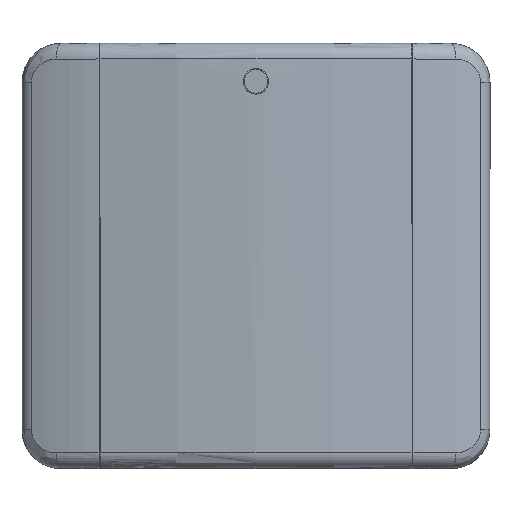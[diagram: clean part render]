
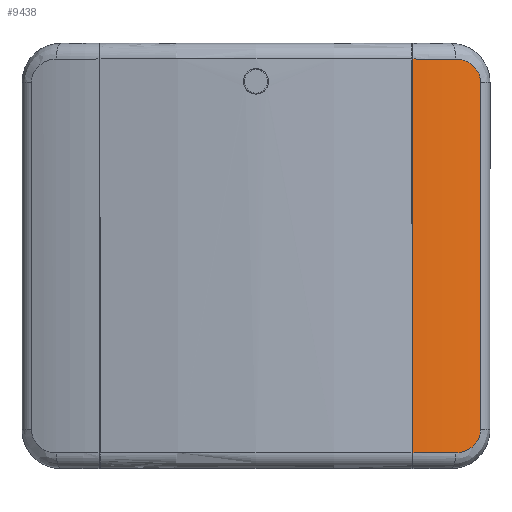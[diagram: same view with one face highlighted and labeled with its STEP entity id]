
A CAD part, top view. The second image highlights one B-rep face of the part: STEP entity #9438.
In plain terms, the highlighted cylindrical face has radius 138.296 mm (diameter 276.592 mm), a partial arc.
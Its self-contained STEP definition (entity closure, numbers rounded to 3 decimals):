
#535 = DIRECTION ( 'NONE',  ( 0., 1., 0. ) ) ;
#2879 = VERTEX_POINT ( 'NONE', #150512 ) ;
#5817 = AXIS2_PLACEMENT_3D ( 'NONE', #140197, #124083, #23830 ) ;
#7063 = LINE ( 'NONE', #9582, #77431 ) ;
#7746 = CARTESIAN_POINT ( 'NONE',  ( -110.874, 97.988, 8.046 ) ) ;
#8568 = CARTESIAN_POINT ( 'NONE',  ( -109.912, 98.716, 7.674 ) ) ;
#9426 = CARTESIAN_POINT ( 'NONE',  ( -114.696, 92.323, 9.607 ) ) ;
#9438 = ADVANCED_FACE ( '�����24', ( #13103 ), #139705, .T. ) ;
#9582 = CARTESIAN_POINT ( 'NONE',  ( -80.501, -109., 0. ) ) ;
#9613 = VERTEX_POINT ( 'NONE', #102113 ) ;
#9668 = CARTESIAN_POINT ( 'NONE',  ( -115.162, -89., 9.807 ) ) ;
#10440 = DIRECTION ( 'NONE',  ( 0., 1., 0. ) ) ;
#13019 = CARTESIAN_POINT ( 'NONE',  ( -104.022, -100.929, 5.57 ) ) ;
#13103 = FACE_OUTER_BOUND ( 'NONE', #69841, .T. ) ;
#15762 = CARTESIAN_POINT ( 'NONE',  ( -60.5, -101., 136.842 ) ) ;
#15810 = CARTESIAN_POINT ( 'NONE',  ( -102.425, -101., 5.054 ) ) ;
#17805 = B_SPLINE_CURVE_WITH_KNOTS ( 'NONE', 3,
 ( #74833, #85851, #72304, #125784, #99441, #9426, #152955, #126640, #86701, #49310, #137687, #33182, #124108, #7746, #101146, #8568, #100297, #22154, #59527, #113049, #164841, #48475, #78161, #50989, #38220, #127485 ),
 .UNSPECIFIED., .F., .F.,
 ( 4, 2, 2, 2, 2, 2, 2, 2, 2, 2, 2, 2, 4 ),
 ( 0., 0.001, 0.003, 0.005, 0.006, 0.008, 0.01, 0.011, 0.013, 0.015, 0.016, 0.018, 0.02 ),
 .UNSPECIFIED. ) ;
#22154 = CARTESIAN_POINT ( 'NONE',  ( -108.558, 99.545, 7.163 ) ) ;
#23830 = DIRECTION ( 'NONE',  ( 1., 0., 0. ) ) ;
#24907 = CARTESIAN_POINT ( 'NONE',  ( -107.847, -99.885, 6.901 ) ) ;
#26568 = CARTESIAN_POINT ( 'NONE',  ( -115.162, -89.846, 9.807 ) ) ;
#33182 = CARTESIAN_POINT ( 'NONE',  ( -112.321, 96.596, 8.621 ) ) ;
#33343 = ORIENTED_EDGE ( 'NONE', *, *, #67821, .T. ) ;
#38220 = CARTESIAN_POINT ( 'NONE',  ( -103.23, 101., 5.31 ) ) ;
#38445 = CARTESIAN_POINT ( 'NONE',  ( -106.361, -100.437, 6.369 ) ) ;
#39285 = CARTESIAN_POINT ( 'NONE',  ( -113.733, -94.582, 9.201 ) ) ;
#42616 = AXIS2_PLACEMENT_3D ( 'NONE', #15762, #535, #67565 ) ;
#47226 = EDGE_CURVE ( 'NONE', #63010, #115650, #7063, .T. ) ;
#48475 = CARTESIAN_POINT ( 'NONE',  ( -105.575, 100.633, 6.097 ) ) ;
#48924 = ORIENTED_EDGE ( 'NONE', *, *, #80415, .T. ) ;
#49310 = CARTESIAN_POINT ( 'NONE',  ( -113.281, 95.289, 9.014 ) ) ;
#50484 = CARTESIAN_POINT ( 'NONE',  ( -60.5, -109., 136.842 ) ) ;
#50989 = CARTESIAN_POINT ( 'NONE',  ( -104.021, 100.929, 5.57 ) ) ;
#51220 = CARTESIAN_POINT ( 'NONE',  ( -108.56, -99.544, 7.164 ) ) ;
#52028 = CARTESIAN_POINT ( 'NONE',  ( -111.479, -97.449, 8.284 ) ) ;
#53849 = EDGE_CURVE ( 'NONE', #2879, #115650, #160495, .T. ) ;
#58114 = ORIENTED_EDGE ( 'NONE', *, *, #113441, .T. ) ;
#59527 = CARTESIAN_POINT ( 'NONE',  ( -107.844, 99.886, 6.9 ) ) ;
#61754 = VERTEX_POINT ( 'NONE', #149076 ) ;
#62156 = CARTESIAN_POINT ( 'NONE',  ( -80.501, 101., 0. ) ) ;
#62311 = CARTESIAN_POINT ( 'NONE',  ( -103.229, -101., 5.31 ) ) ;
#62400 = DIRECTION ( 'NONE',  ( 0., 1., 0. ) ) ;
#63010 = VERTEX_POINT ( 'NONE', #146186 ) ;
#64550 = DIRECTION ( 'NONE',  ( 0., 1., 0. ) ) ;
#64809 = CARTESIAN_POINT ( 'NONE',  ( -105.585, -100.649, 6.099 ) ) ;
#67565 = DIRECTION ( 'NONE',  ( 0., 0., 1. ) ) ;
#67821 = EDGE_CURVE ( 'NONE', #9613, #2879, #17805, .T. ) ;
#69841 = EDGE_LOOP ( 'NONE', ( #112464, #48924, #104579, #58114, #33343, #94317 ) ) ;
#70702 = AXIS2_PLACEMENT_3D ( 'NONE', #50484, #62400, #103129 ) ;
#72304 = CARTESIAN_POINT ( 'NONE',  ( -115.138, 89.845, 9.797 ) ) ;
#74833 = CARTESIAN_POINT ( 'NONE',  ( -115.162, 89., 9.807 ) ) ;
#75903 = CARTESIAN_POINT ( 'NONE',  ( -114.255, -93.465, 9.421 ) ) ;
#77431 = VECTOR ( 'NONE', #10440, 1000. ) ;
#78161 = CARTESIAN_POINT ( 'NONE',  ( -105.189, 100.72, 5.965 ) ) ;
#80415 = EDGE_CURVE ( 'NONE', #63010, #111448, #126843, .T. ) ;
#84431 = VECTOR ( 'NONE', #64550, 1000. ) ;
#85851 = CARTESIAN_POINT ( 'NONE',  ( -115.162, 89.424, 9.807 ) ) ;
#86701 = CARTESIAN_POINT ( 'NONE',  ( -113.708, 94.583, 9.191 ) ) ;
#87790 = CARTESIAN_POINT ( 'NONE',  ( -114.411, -93.08, 9.487 ) ) ;
#90290 = CARTESIAN_POINT ( 'NONE',  ( -109.924, -98.708, 7.678 ) ) ;
#91131 = CARTESIAN_POINT ( 'NONE',  ( -114.682, -92.288, 9.602 ) ) ;
#94317 = ORIENTED_EDGE ( 'NONE', *, *, #53849, .T. ) ;
#99441 = CARTESIAN_POINT ( 'NONE',  ( -114.973, 91.101, 9.726 ) ) ;
#100297 = CARTESIAN_POINT ( 'NONE',  ( -109.58, 98.935, 7.547 ) ) ;
#101146 = CARTESIAN_POINT ( 'NONE',  ( -110.558, 98.243, 7.923 ) ) ;
#101970 = LINE ( 'NONE', #155418, #84431 ) ;
#102113 = CARTESIAN_POINT ( 'NONE',  ( -115.162, 89., 9.807 ) ) ;
#103129 = DIRECTION ( 'NONE',  ( 0., 0., 1. ) ) ;
#103864 = CARTESIAN_POINT ( 'NONE',  ( -111.765, -97.168, 8.398 ) ) ;
#104579 = ORIENTED_EDGE ( 'NONE', *, *, #126248, .T. ) ;
#111448 = VERTEX_POINT ( 'NONE', #15810 ) ;
#112464 = ORIENTED_EDGE ( 'NONE', *, *, #47226, .F. ) ;
#113049 = CARTESIAN_POINT ( 'NONE',  ( -106.721, 100.303, 6.498 ) ) ;
#113441 = EDGE_CURVE ( 'NONE', #61754, #9613, #101970, .T. ) ;
#114123 = CARTESIAN_POINT ( 'NONE',  ( -112.312, -96.575, 8.618 ) ) ;
#115650 = VERTEX_POINT ( 'NONE', #62156 ) ;
#116627 = CARTESIAN_POINT ( 'NONE',  ( -110.881, -97.982, 8.049 ) ) ;
#124083 = DIRECTION ( 'NONE',  ( 0., -1., 0. ) ) ;
#124108 = CARTESIAN_POINT ( 'NONE',  ( -111.776, 97.185, 8.401 ) ) ;
#125784 = CARTESIAN_POINT ( 'NONE',  ( -115.044, 90.683, 9.756 ) ) ;
#126248 = EDGE_CURVE ( 'NONE', #111448, #61754, #165699, .T. ) ;
#126640 = CARTESIAN_POINT ( 'NONE',  ( -113.903, 94.218, 9.273 ) ) ;
#126843 = CIRCLE ( 'NONE', #42616, 138.296 ) ;
#127485 = CARTESIAN_POINT ( 'NONE',  ( -102.425, 101., 5.054 ) ) ;
#137687 = CARTESIAN_POINT ( 'NONE',  ( -113.052, 95.627, 8.92 ) ) ;
#139705 = CYLINDRICAL_SURFACE ( 'NONE', #70702, 138.296 ) ;
#140197 = CARTESIAN_POINT ( 'NONE',  ( -60.5, 101., 136.842 ) ) ;
#140464 = CARTESIAN_POINT ( 'NONE',  ( -114.795, -91.888, 9.65 ) ) ;
#141280 = CARTESIAN_POINT ( 'NONE',  ( -102.425, -101., 5.054 ) ) ;
#142114 = CARTESIAN_POINT ( 'NONE',  ( -110.57, -98.234, 7.928 ) ) ;
#142926 = CARTESIAN_POINT ( 'NONE',  ( -115.068, -90.673, 9.767 ) ) ;
#146186 = CARTESIAN_POINT ( 'NONE',  ( -80.501, -101., 0. ) ) ;
#149076 = CARTESIAN_POINT ( 'NONE',  ( -115.162, -89., 9.807 ) ) ;
#150512 = CARTESIAN_POINT ( 'NONE',  ( -102.425, 101., 5.054 ) ) ;
#152328 = CARTESIAN_POINT ( 'NONE',  ( -109.587, -98.93, 7.55 ) ) ;
#152955 = CARTESIAN_POINT ( 'NONE',  ( -114.426, 93.101, 9.493 ) ) ;
#155418 = CARTESIAN_POINT ( 'NONE',  ( -115.162, -109., 9.807 ) ) ;
#155684 = CARTESIAN_POINT ( 'NONE',  ( -113.312, -95.281, 9.026 ) ) ;
#160495 = CIRCLE ( 'NONE', #5817, 138.296 ) ;
#164841 = CARTESIAN_POINT ( 'NONE',  ( -106.34, 100.425, 6.364 ) ) ;
#165699 = B_SPLINE_CURVE_WITH_KNOTS ( 'NONE', 3,
 ( #141280, #62311, #13019, #64809, #38445, #24907, #51220, #152328, #90290, #142114, #116627, #52028, #103864, #114123, #165919, #155684, #39285, #75903, #87790, #91131, #140464, #142926, #26568, #9668 ),
 .UNSPECIFIED., .F., .F.,
 ( 4, 2, 2, 2, 2, 2, 2, 2, 2, 2, 2, 4 ),
 ( 0., 0.003, 0.005, 0.008, 0.009, 0.01, 0.011, 0.013, 0.015, 0.016, 0.018, 0.02 ),
 .UNSPECIFIED. ) ;
#165919 = CARTESIAN_POINT ( 'NONE',  ( -112.574, -96.262, 8.724 ) ) ;
